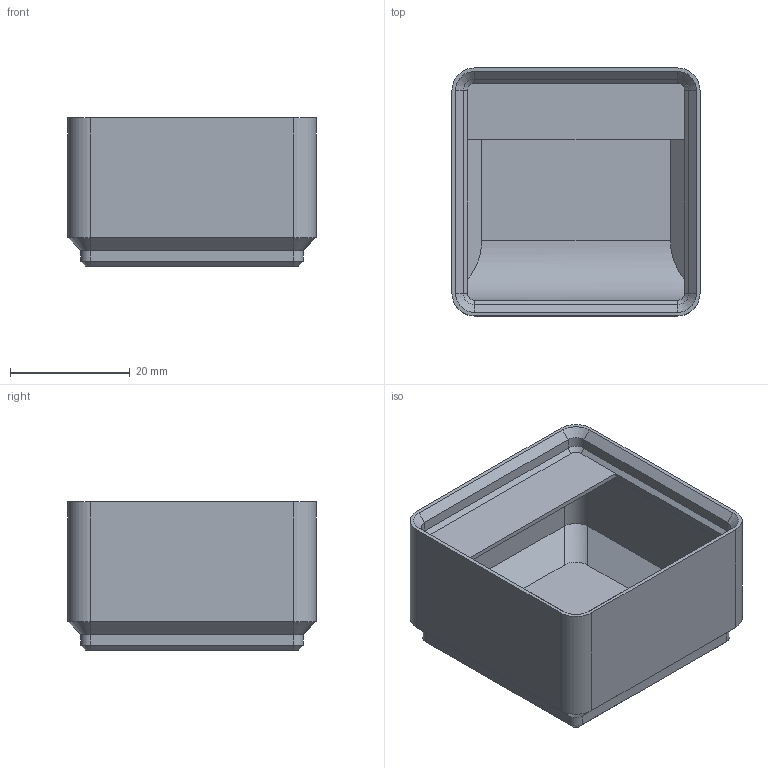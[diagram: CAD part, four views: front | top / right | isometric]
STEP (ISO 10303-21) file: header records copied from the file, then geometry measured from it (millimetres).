
FILE_DESCRIPTION(/* description */ (''),/* implementation_level */ '2;1');
FILE_NAME(/* name */ 'GF_Bin_1x1_3u_label_nomag_01.stp',/* time_stamp */ (''),/* author */ (''),/* organization */ (''),/* preprocessor_version */ (''),/* originating_system */ (''),/* authorisation */ ('');
FILE_SCHEMA (('AUTOMOTIVE_DESIGN { 1 0 10303 214 3 1 1 1 }'));
Length unit declared in the file: millimetre
Products named in the file (1): GF_Bin_1x1_3u_label_nomag_01
Bounding box: 41.5 x 41.5 x 24.8 mm (x, y, z)
Volume: 9944.5 mm3; surface area: 10670.9 mm2
Topology: 1 solids, 1 shells, 84 faces, 193 edges, 112 vertices
Faces by surface type: plane 45, cylinder 21, cone 18
Entity records: 2389 total; most frequent: CARTESIAN_POINT 458, DIRECTION 409, ORIENTED_EDGE 386, EDGE_CURVE 193, AXIS2_PLACEMENT_3D 137, LINE 135, VECTOR 135, VERTEX_POINT 112
